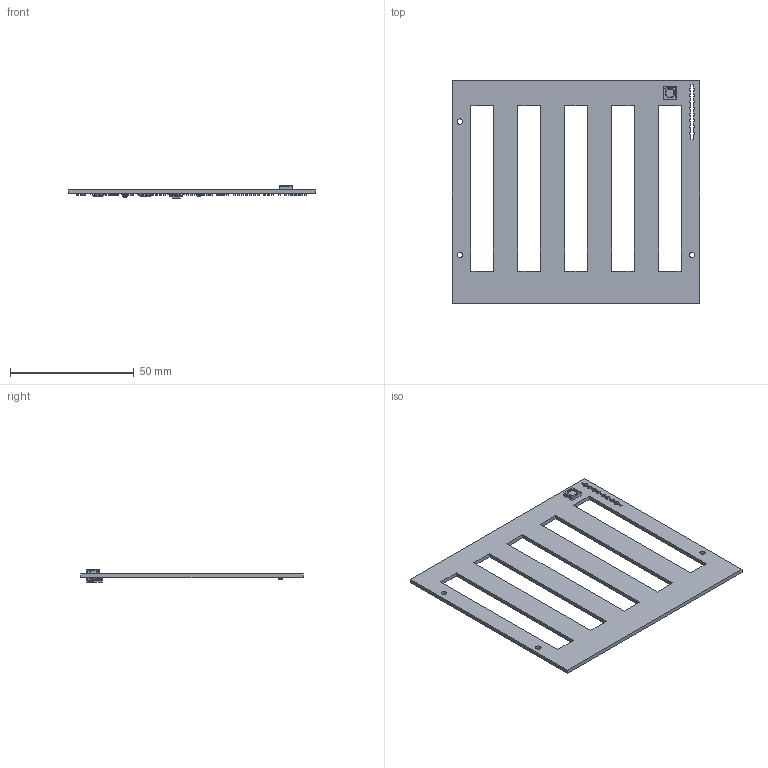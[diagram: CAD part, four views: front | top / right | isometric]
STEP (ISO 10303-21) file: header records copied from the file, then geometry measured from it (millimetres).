
FILE_DESCRIPTION(('KiCad electronic assembly'),'2;1');
FILE_NAME('TopBoardPCB.step','2024-03-26T13:05:33',('Pcbnew'),('Kicad'), 'Open CASCADE STEP processor 7.7','KiCad to STEP converter','Unknown' );
FILE_SCHEMA(('AUTOMOTIVE_DESIGN { 1 0 10303 214 1 1 1 1 }'));
Length unit declared in the file: millimetre
Products named in the file (18): TopBoardPCB 1; LED_WS2812B_PLCC4_5.0x5.0mm_P3.2mm; LED_WS2812B_PLCC4_50x50mm_P32mm; C_0603_1608Metric; R_0603_1608Metric; SOT-23-6; SOT_23_6; HSOP-8-1EP_3.9x4.9mm_P1.27mm_EP2.41x3.1mm; HSOP_8_1EP_39x49mm_P127mm_EP241x31mm; D_SOD-323; D_SOD_323; TSSOP-8_4.4x3mm_P0.65mm; TSSOP_8_44x3mm_P065mm; SOT-223; SOT_223; AudMix_PCB
Assembly tree (78 placements, depth 3):
  TopBoardPCB 1
    LED_WS2812B_PLCC4_5.0x5.0mm_P3.2mm
      LED_WS2812B_PLCC4_50x50mm_P32mm
    C_0603_1608Metric  x38
      C_0603_1608Metric
    R_0603_1608Metric  x25
      R_0603_1608Metric
    SOT-23-6
      SOT_23_6
    HSOP-8-1EP_3.9x4.9mm_P1.27mm_EP2.41x3.1mm
      HSOP_8_1EP_39x49mm_P127mm_EP241x31mm
    D_SOD-323
      D_SOD_323
    TSSOP-8_4.4x3mm_P0.65mm
      TSSOP_8_44x3mm_P065mm
    SOT-223
      SOT_223
    AudMix_PCB
Bounding box: 100 x 90 x 5 mm (x, y, z)
Volume: 9673.1 mm3; surface area: 14538.9 mm2
Topology: 70 solids, 70 shells, 2433 faces, 6318 edges, 4102 vertices
Faces by surface type: plane 1485, cylinder 811, bspline 136, cone 1
Full cylindrical faces by diameter (mm): 0.2 x1, 0.5 x1, 2.2 x3, 3.333 x1
Entity records: 28948 total; most frequent: CARTESIAN_POINT 4696, ORIENTED_EDGE 4044, DIRECTION 3656, EDGE_CURVE 2022, LINE 1532, VECTOR 1532, VERTEX_POINT 1270, AXIS2_PLACEMENT_3D 1062
